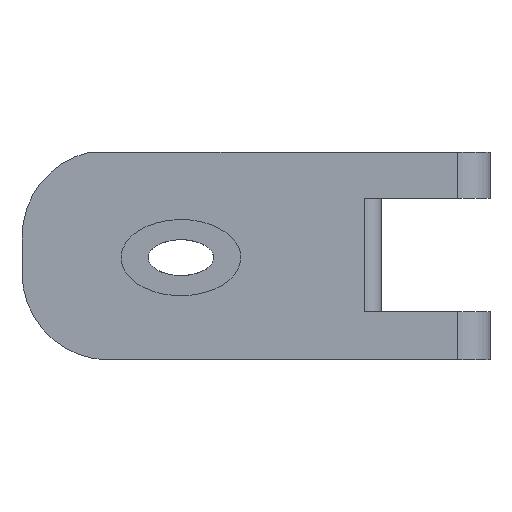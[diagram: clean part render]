
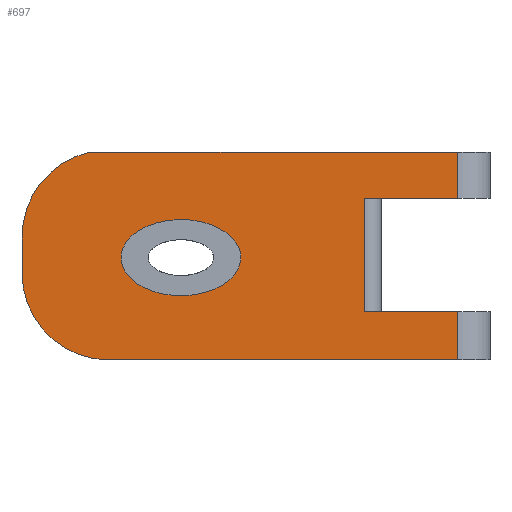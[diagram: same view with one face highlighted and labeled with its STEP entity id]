
A CAD part, left-side view. The second image highlights one B-rep face of the part: STEP entity #697.
In plain terms, the highlighted planar face has unit normal (-1, 0, 0).
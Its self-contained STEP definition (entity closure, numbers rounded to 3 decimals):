
#20 = CARTESIAN_POINT ( 'NONE',  ( -2.988, 0., -19.3 ) ) ;
#51 =( BOUNDED_CURVE ( )  B_SPLINE_CURVE ( 3, ( #717, #1446, #774, #291 ),
 .UNSPECIFIED., .F., .F. ) 
 B_SPLINE_CURVE_WITH_KNOTS ( ( 4, 4 ),
 ( 0., 3.142 ),
 .UNSPECIFIED. ) 
 CURVE ( )  GEOMETRIC_REPRESENTATION_ITEM ( )  RATIONAL_B_SPLINE_CURVE ( ( 1., 0.333, 0.333, 1. ) ) 
 REPRESENTATION_ITEM ( '' )  );
#55 = CARTESIAN_POINT ( 'NONE',  ( -2.988, 40., -8. ) ) ;
#59 = EDGE_CURVE ( 'NONE', #1339, #855, #295, .T. ) ;
#64 = DIRECTION ( 'NONE',  ( 0., 0., 1. ) ) ;
#72 = PLANE ( 'NONE',  #149 ) ;
#73 = VERTEX_POINT ( 'NONE', #241 ) ;
#76 = DIRECTION ( 'NONE',  ( 0., 0., -1. ) ) ;
#85 = ORIENTED_EDGE ( 'NONE', *, *, #553, .T. ) ;
#102 = VERTEX_POINT ( 'NONE', #816 ) ;
#120 = LINE ( 'NONE', #847, #1343 ) ;
#138 = DIRECTION ( 'NONE',  ( 0., 0., 1. ) ) ;
#140 = CARTESIAN_POINT ( 'NONE',  ( -2.988, 30.9, -9.9 ) ) ;
#149 = AXIS2_PLACEMENT_3D ( 'NONE', #1055, #452, #911 ) ;
#153 = EDGE_CURVE ( 'NONE', #1012, #1519, #742, .T. ) ;
#175 = VERTEX_POINT ( 'NONE', #1111 ) ;
#198 = EDGE_CURVE ( 'NONE', #1012, #1160, #1027, .T. ) ;
#214 = CARTESIAN_POINT ( 'NONE',  ( -2.988, 32., -19.3 ) ) ;
#220 = CARTESIAN_POINT ( 'NONE',  ( -2.988, 0., -14.85 ) ) ;
#239 = AXIS2_PLACEMENT_3D ( 'NONE', #1524, #438, #76 ) ;
#241 = CARTESIAN_POINT ( 'NONE',  ( -2.988, 40., -11.3 ) ) ;
#270 = LINE ( 'NONE', #1467, #1099 ) ;
#291 = CARTESIAN_POINT ( 'NONE',  ( -2.988, 19.9, -9.9 ) ) ;
#295 =( BOUNDED_CURVE ( )  B_SPLINE_CURVE ( 3, ( #622, #350, #1570, #489 ),
 .UNSPECIFIED., .F., .F. ) 
 B_SPLINE_CURVE_WITH_KNOTS ( ( 4, 4 ),
 ( 3.142, 6.283 ),
 .UNSPECIFIED. ) 
 CURVE ( )  GEOMETRIC_REPRESENTATION_ITEM ( )  RATIONAL_B_SPLINE_CURVE ( ( 1., 0.333, 0.333, 1. ) ) 
 REPRESENTATION_ITEM ( '' )  );
#296 = EDGE_CURVE ( 'NONE', #73, #1160, #120, .T. ) ;
#300 = LINE ( 'NONE', #418, #1032 ) ;
#314 = ORIENTED_EDGE ( 'NONE', *, *, #1330, .T. ) ;
#349 = CARTESIAN_POINT ( 'NONE',  ( -2.988, 8.5, -14.85 ) ) ;
#350 = CARTESIAN_POINT ( 'NONE',  ( -2.988, 19.9, -2.9 ) ) ;
#373 = VERTEX_POINT ( 'NONE', #220 ) ;
#390 = DIRECTION ( 'NONE',  ( 0., 0., 1. ) ) ;
#395 = DIRECTION ( 'NONE',  ( 0., 0., 1. ) ) ;
#418 = CARTESIAN_POINT ( 'NONE',  ( -2.988, 0., -14.85 ) ) ;
#425 = VERTEX_POINT ( 'NONE', #214 ) ;
#438 = DIRECTION ( 'NONE',  ( -1., 0., 0. ) ) ;
#452 = DIRECTION ( 'NONE',  ( 1., 0., 0. ) ) ;
#489 = CARTESIAN_POINT ( 'NONE',  ( -2.988, 30.9, -9.9 ) ) ;
#500 = ORIENTED_EDGE ( 'NONE', *, *, #952, .F. ) ;
#505 = EDGE_CURVE ( 'NONE', #728, #425, #1294, .T. ) ;
#506 = ORIENTED_EDGE ( 'NONE', *, *, #592, .T. ) ;
#509 = DIRECTION ( 'NONE',  ( 0., -1., 0. ) ) ;
#528 = CARTESIAN_POINT ( 'NONE',  ( -2.988, 32., -8. ) ) ;
#553 = EDGE_CURVE ( 'NONE', #102, #1519, #876, .T. ) ;
#559 = EDGE_LOOP ( 'NONE', ( #1104, #1113 ) ) ;
#592 = EDGE_CURVE ( 'NONE', #728, #373, #1169, .T. ) ;
#597 = VERTEX_POINT ( 'NONE', #349 ) ;
#608 = DIRECTION ( 'NONE',  ( 0., -1., 0. ) ) ;
#622 = CARTESIAN_POINT ( 'NONE',  ( -2.988, 19.9, -9.9 ) ) ;
#629 = CARTESIAN_POINT ( 'NONE',  ( -2.988, 0., -0.2 ) ) ;
#653 = CARTESIAN_POINT ( 'NONE',  ( -2.988, 0., -4.45 ) ) ;
#681 = CARTESIAN_POINT ( 'NONE',  ( -2.988, 0., -0.2 ) ) ;
#697 = ADVANCED_FACE ( 'NONE', ( #1168, #1302 ), #72, .F. ) ;
#709 = DIRECTION ( 'NONE',  ( 0., 1., 0. ) ) ;
#717 = CARTESIAN_POINT ( 'NONE',  ( -2.988, 30.9, -9.9 ) ) ;
#728 = VERTEX_POINT ( 'NONE', #1041 ) ;
#742 = LINE ( 'NONE', #629, #1414 ) ;
#748 = CARTESIAN_POINT ( 'NONE',  ( -2.988, 19.9, -9.9 ) ) ;
#774 = CARTESIAN_POINT ( 'NONE',  ( -2.988, 19.9, -16.9 ) ) ;
#816 = CARTESIAN_POINT ( 'NONE',  ( -2.988, 0., -4.45 ) ) ;
#834 = ORIENTED_EDGE ( 'NONE', *, *, #198, .T. ) ;
#847 = CARTESIAN_POINT ( 'NONE',  ( -2.988, 40., -19.3 ) ) ;
#855 = VERTEX_POINT ( 'NONE', #140 ) ;
#866 = DIRECTION ( 'NONE',  ( 0., 0., -1. ) ) ;
#873 = CARTESIAN_POINT ( 'NONE',  ( -2.988, 33.778, -0.2 ) ) ;
#876 = LINE ( 'NONE', #20, #1085 ) ;
#888 = EDGE_LOOP ( 'NONE', ( #1062, #834, #1383, #1156, #1420, #506, #990, #314, #500, #85 ) ) ;
#911 = DIRECTION ( 'NONE',  ( 0., 0., -1. ) ) ;
#917 = EDGE_CURVE ( 'NONE', #855, #1339, #51, .T. ) ;
#952 = EDGE_CURVE ( 'NONE', #102, #175, #1262, .T. ) ;
#990 = ORIENTED_EDGE ( 'NONE', *, *, #1020, .F. ) ;
#1012 = VERTEX_POINT ( 'NONE', #873 ) ;
#1020 = EDGE_CURVE ( 'NONE', #597, #373, #300, .T. ) ;
#1027 = CIRCLE ( 'NONE', #1243, 8. ) ;
#1032 = VECTOR ( 'NONE', #608, 1000. ) ;
#1035 = CARTESIAN_POINT ( 'NONE',  ( -2.988, 0., -19.3 ) ) ;
#1041 = CARTESIAN_POINT ( 'NONE',  ( -2.988, 0., -19.3 ) ) ;
#1055 = CARTESIAN_POINT ( 'NONE',  ( -2.988, 0., -19.3 ) ) ;
#1059 = VECTOR ( 'NONE', #709, 1000. ) ;
#1062 = ORIENTED_EDGE ( 'NONE', *, *, #153, .F. ) ;
#1085 = VECTOR ( 'NONE', #395, 1000. ) ;
#1099 = VECTOR ( 'NONE', #138, 1000. ) ;
#1104 = ORIENTED_EDGE ( 'NONE', *, *, #917, .F. ) ;
#1111 = CARTESIAN_POINT ( 'NONE',  ( -2.988, 8.5, -4.45 ) ) ;
#1113 = ORIENTED_EDGE ( 'NONE', *, *, #59, .F. ) ;
#1156 = ORIENTED_EDGE ( 'NONE', *, *, #1567, .T. ) ;
#1160 = VERTEX_POINT ( 'NONE', #55 ) ;
#1168 = FACE_BOUND ( 'NONE', #559, .T. ) ;
#1169 = LINE ( 'NONE', #1035, #1297 ) ;
#1210 = CARTESIAN_POINT ( 'NONE',  ( -2.988, 0., -19.3 ) ) ;
#1227 = CIRCLE ( 'NONE', #239, 8. ) ;
#1243 = AXIS2_PLACEMENT_3D ( 'NONE', #528, #1479, #866 ) ;
#1262 = LINE ( 'NONE', #653, #1372 ) ;
#1294 = LINE ( 'NONE', #1210, #1059 ) ;
#1297 = VECTOR ( 'NONE', #64, 1000. ) ;
#1302 = FACE_OUTER_BOUND ( 'NONE', #888, .T. ) ;
#1329 = DIRECTION ( 'NONE',  ( 0., 1., 0. ) ) ;
#1330 = EDGE_CURVE ( 'NONE', #597, #175, #270, .T. ) ;
#1339 = VERTEX_POINT ( 'NONE', #748 ) ;
#1343 = VECTOR ( 'NONE', #390, 1000. ) ;
#1372 = VECTOR ( 'NONE', #1329, 1000. ) ;
#1383 = ORIENTED_EDGE ( 'NONE', *, *, #296, .F. ) ;
#1414 = VECTOR ( 'NONE', #509, 1000. ) ;
#1420 = ORIENTED_EDGE ( 'NONE', *, *, #505, .F. ) ;
#1446 = CARTESIAN_POINT ( 'NONE',  ( -2.988, 30.9, -16.9 ) ) ;
#1467 = CARTESIAN_POINT ( 'NONE',  ( -2.988, 8.5, -19.3 ) ) ;
#1479 = DIRECTION ( 'NONE',  ( -1., 0., 0. ) ) ;
#1519 = VERTEX_POINT ( 'NONE', #681 ) ;
#1524 = CARTESIAN_POINT ( 'NONE',  ( -2.988, 32., -11.3 ) ) ;
#1567 = EDGE_CURVE ( 'NONE', #73, #425, #1227, .T. ) ;
#1570 = CARTESIAN_POINT ( 'NONE',  ( -2.988, 30.9, -2.9 ) ) ;
